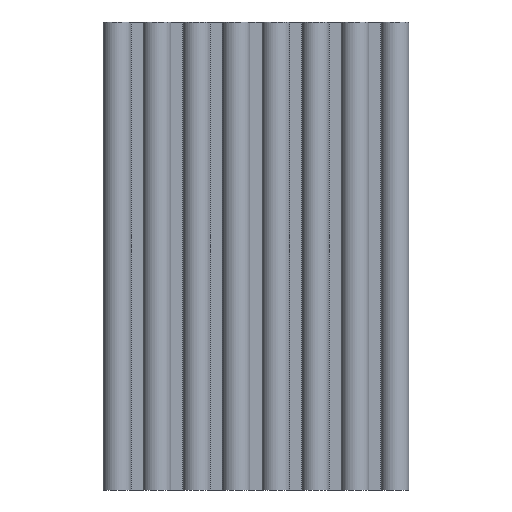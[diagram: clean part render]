
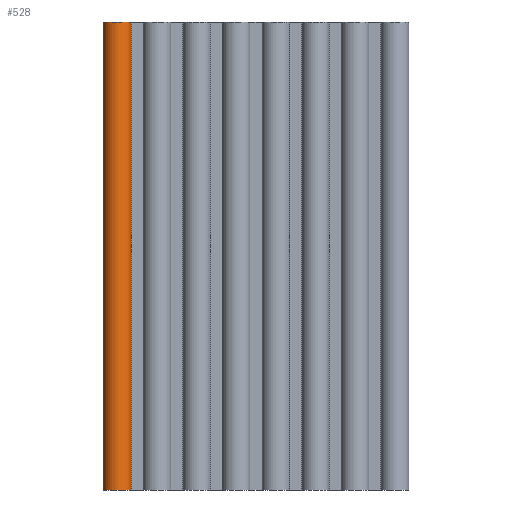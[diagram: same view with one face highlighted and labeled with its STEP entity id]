
A CAD part, front view. The second image highlights one B-rep face of the part: STEP entity #528.
In plain terms, the highlighted cylindrical face has radius 0.45 mm (diameter 0.9 mm), a partial arc.
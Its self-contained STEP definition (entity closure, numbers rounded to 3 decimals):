
#12 = CARTESIAN_POINT ( 'NONE',  ( -4.006, -0.1, 7.5 ) ) ;
#32 = DIRECTION ( 'NONE',  ( 0., 0., -1. ) ) ;
#50 = DIRECTION ( 'NONE',  ( 0., 0., -1. ) ) ;
#52 = CARTESIAN_POINT ( 'NONE',  ( -4.006, -0.1, -7.5 ) ) ;
#75 = CIRCLE ( 'NONE', #626, 0.45 ) ;
#91 = ORIENTED_EDGE ( 'NONE', *, *, #428, .T. ) ;
#144 = LINE ( 'NONE', #983, #196 ) ;
#188 = ORIENTED_EDGE ( 'NONE', *, *, #988, .T. ) ;
#196 = VECTOR ( 'NONE', #895, 1000. ) ;
#250 = AXIS2_PLACEMENT_3D ( 'NONE', #317, #50, #1061 ) ;
#259 = VERTEX_POINT ( 'NONE', #969 ) ;
#310 = VERTEX_POINT ( 'NONE', #546 ) ;
#317 = CARTESIAN_POINT ( 'NONE',  ( -4.445, 0., 7.5 ) ) ;
#328 = ORIENTED_EDGE ( 'NONE', *, *, #954, .F. ) ;
#374 = VECTOR ( 'NONE', #32, 1000. ) ;
#402 = DIRECTION ( 'NONE',  ( 0., 0., 1. ) ) ;
#428 = EDGE_CURVE ( 'NONE', #310, #680, #144, .T. ) ;
#451 = ORIENTED_EDGE ( 'NONE', *, *, #504, .F. ) ;
#504 = EDGE_CURVE ( 'NONE', #259, #865, #1027, .T. ) ;
#509 = CARTESIAN_POINT ( 'NONE',  ( -4.895, 0., -7.5 ) ) ;
#528 = ADVANCED_FACE ( 'NONE', ( #768 ), #807, .T. ) ;
#546 = CARTESIAN_POINT ( 'NONE',  ( -4.895, 0., 7.5 ) ) ;
#626 = AXIS2_PLACEMENT_3D ( 'NONE', #1067, #402, #884 ) ;
#661 = CARTESIAN_POINT ( 'NONE',  ( -4.445, 0., -7.5 ) ) ;
#680 = VERTEX_POINT ( 'NONE', #509 ) ;
#712 = CIRCLE ( 'NONE', #833, 0.45 ) ;
#768 = FACE_OUTER_BOUND ( 'NONE', #782, .T. ) ;
#782 = EDGE_LOOP ( 'NONE', ( #328, #91, #188, #451 ) ) ;
#807 = CYLINDRICAL_SURFACE ( 'NONE', #250, 0.45 ) ;
#821 = DIRECTION ( 'NONE',  ( 1., 0., 0. ) ) ;
#833 = AXIS2_PLACEMENT_3D ( 'NONE', #661, #989, #821 ) ;
#865 = VERTEX_POINT ( 'NONE', #52 ) ;
#884 = DIRECTION ( 'NONE',  ( 1., 0., 0. ) ) ;
#895 = DIRECTION ( 'NONE',  ( 0., 0., -1. ) ) ;
#954 = EDGE_CURVE ( 'NONE', #310, #259, #75, .T. ) ;
#969 = CARTESIAN_POINT ( 'NONE',  ( -4.006, -0.1, 7.5 ) ) ;
#983 = CARTESIAN_POINT ( 'NONE',  ( -4.895, 0., 7.5 ) ) ;
#988 = EDGE_CURVE ( 'NONE', #680, #865, #712, .T. ) ;
#989 = DIRECTION ( 'NONE',  ( 0., 0., 1. ) ) ;
#1027 = LINE ( 'NONE', #12, #374 ) ;
#1061 = DIRECTION ( 'NONE',  ( -1., 0., 0. ) ) ;
#1067 = CARTESIAN_POINT ( 'NONE',  ( -4.445, 0., 7.5 ) ) ;
